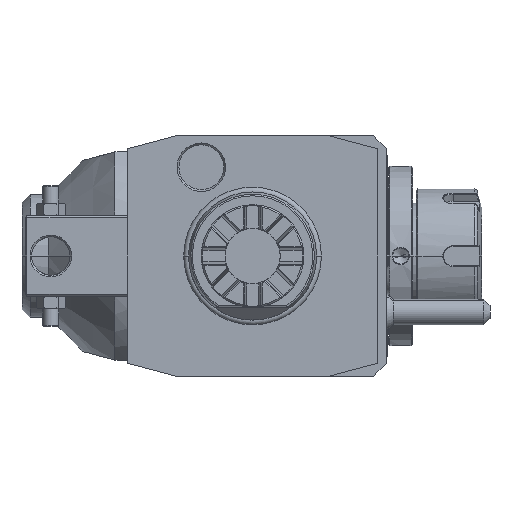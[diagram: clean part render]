
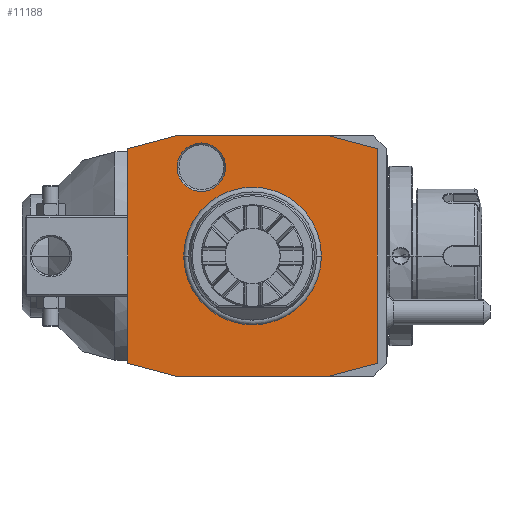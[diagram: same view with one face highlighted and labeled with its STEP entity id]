
A CAD part, front view. The second image highlights one B-rep face of the part: STEP entity #11188.
In plain terms, the highlighted planar face has unit normal (0, -1, 0).
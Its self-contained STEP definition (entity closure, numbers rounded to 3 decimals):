
#1=DIRECTION('',(0.966,0.,-0.259));
#2=VECTOR('',#1,15.529);
#3=CARTESIAN_POINT('',(-39.,0.,-33.481));
#4=LINE('',#3,#2);
#5=DIRECTION('',(0.,0.,-1.));
#6=VECTOR('',#5,66.962);
#7=CARTESIAN_POINT('',(-39.,0.,33.481));
#8=LINE('',#7,#6);
#9=DIRECTION('',(-0.966,0.,-0.259));
#10=VECTOR('',#9,15.529);
#11=CARTESIAN_POINT('',(-24.,0.,37.5));
#12=LINE('',#11,#10);
#13=DIRECTION('',(-1.,0.,0.));
#14=VECTOR('',#13,48.);
#15=CARTESIAN_POINT('',(24.,0.,37.5));
#16=LINE('',#15,#14);
#17=DIRECTION('',(-0.966,0.,0.259));
#18=VECTOR('',#17,15.529);
#19=CARTESIAN_POINT('',(39.,0.,33.481));
#20=LINE('',#19,#18);
#21=DIRECTION('',(0.,0.,1.));
#22=VECTOR('',#21,66.962);
#23=CARTESIAN_POINT('',(39.,0.,-33.481));
#24=LINE('',#23,#22);
#25=DIRECTION('',(0.966,0.,0.259));
#26=VECTOR('',#25,15.529);
#27=CARTESIAN_POINT('',(24.,0.,-37.5));
#28=LINE('',#27,#26);
#29=DIRECTION('',(1.,0.,0.));
#30=VECTOR('',#29,48.);
#31=CARTESIAN_POINT('',(-24.,0.,-37.5));
#32=LINE('',#31,#30);
#33=CARTESIAN_POINT('',(-16.,0.,27.713));
#34=DIRECTION('',(0.,1.,0.));
#35=DIRECTION('',(-1.,0.,0.));
#36=AXIS2_PLACEMENT_3D('',#33,#34,#35);
#38=CARTESIAN_POINT('',(-16.,0.,27.713));
#39=DIRECTION('',(0.,1.,0.));
#40=DIRECTION('',(1.,0.,0.));
#41=AXIS2_PLACEMENT_3D('',#38,#39,#40);
#7312=CARTESIAN_POINT('',(0.,0.,0.));
#7313=DIRECTION('',(0.,-1.,0.));
#7314=DIRECTION('',(1.,0.,0.));
#7315=AXIS2_PLACEMENT_3D('',#7312,#7313,#7314);
#7317=CARTESIAN_POINT('',(0.,0.,0.));
#7318=DIRECTION('',(0.,-1.,0.));
#7319=DIRECTION('',(-1.,0.,0.));
#7320=AXIS2_PLACEMENT_3D('',#7317,#7318,#7319);
#9994=CARTESIAN_POINT('',(-23.577,0.,
27.713));
#9995=CARTESIAN_POINT('',(-8.423,0.,
27.713));
#9996=VERTEX_POINT('',#9994);
#9997=VERTEX_POINT('',#9995);
#10898=CARTESIAN_POINT('',(-39.,0.,-33.481));
#10899=CARTESIAN_POINT('',(-24.,0.,-37.5));
#10900=VERTEX_POINT('',#10898);
#10901=VERTEX_POINT('',#10899);
#10902=CARTESIAN_POINT('',(24.,0.,-37.5));
#10903=VERTEX_POINT('',#10902);
#10904=CARTESIAN_POINT('',(39.,0.,-33.481));
#10905=VERTEX_POINT('',#10904);
#10906=CARTESIAN_POINT('',(39.,0.,33.481));
#10907=VERTEX_POINT('',#10906);
#10908=CARTESIAN_POINT('',(24.,0.,37.5));
#10909=VERTEX_POINT('',#10908);
#10910=CARTESIAN_POINT('',(-24.,0.,37.5));
#10911=VERTEX_POINT('',#10910);
#10912=CARTESIAN_POINT('',(-39.,0.,33.481));
#10913=VERTEX_POINT('',#10912);
#11021=CARTESIAN_POINT('',(21.137,0.,0.));
#11022=CARTESIAN_POINT('',(-21.137,0.,0.));
#11023=VERTEX_POINT('',#11021);
#11024=VERTEX_POINT('',#11022);
#11153=CARTESIAN_POINT('',(0.,0.,0.));
#11154=DIRECTION('',(0.,-1.,0.));
#11155=DIRECTION('',(-1.,0.,0.));
#11156=AXIS2_PLACEMENT_3D('',#11153,#11154,#11155);
#11157=PLANE('',#11156);
#11159=ORIENTED_EDGE('',*,*,#11158,.F.);
#11161=ORIENTED_EDGE('',*,*,#11160,.F.);
#11163=ORIENTED_EDGE('',*,*,#11162,.F.);
#11165=ORIENTED_EDGE('',*,*,#11164,.F.);
#11167=ORIENTED_EDGE('',*,*,#11166,.F.);
#11169=ORIENTED_EDGE('',*,*,#11168,.F.);
#11171=ORIENTED_EDGE('',*,*,#11170,.F.);
#11173=ORIENTED_EDGE('',*,*,#11172,.F.);
#11174=EDGE_LOOP('',(#11159,#11161,#11163,#11165,#11167,#11169,#11171,#11173));
#11175=FACE_OUTER_BOUND('',#11174,.F.);
#11177=ORIENTED_EDGE('',*,*,#11176,.T.);
#11179=ORIENTED_EDGE('',*,*,#11178,.T.);
#11180=EDGE_LOOP('',(#11177,#11179));
#11181=FACE_BOUND('',#11180,.F.);
#11183=ORIENTED_EDGE('',*,*,#11182,.F.);
#11185=ORIENTED_EDGE('',*,*,#11184,.F.);
#11186=EDGE_LOOP('',(#11183,#11185));
#11187=FACE_BOUND('',#11186,.F.);
#37=CIRCLE('',#36,7.577);
#42=CIRCLE('',#41,7.577);
#7316=CIRCLE('',#7315,21.137);
#7321=CIRCLE('',#7320,21.137);
#11158=EDGE_CURVE('',#10900,#10901,#4,.T.);
#11160=EDGE_CURVE('',#10913,#10900,#8,.T.);
#11162=EDGE_CURVE('',#10911,#10913,#12,.T.);
#11164=EDGE_CURVE('',#10909,#10911,#16,.T.);
#11166=EDGE_CURVE('',#10907,#10909,#20,.T.);
#11168=EDGE_CURVE('',#10905,#10907,#24,.T.);
#11170=EDGE_CURVE('',#10903,#10905,#28,.T.);
#11172=EDGE_CURVE('',#10901,#10903,#32,.T.);
#11176=EDGE_CURVE('',#11023,#11024,#7316,.T.);
#11178=EDGE_CURVE('',#11024,#11023,#7321,.T.);
#11182=EDGE_CURVE('',#9996,#9997,#37,.T.);
#11184=EDGE_CURVE('',#9997,#9996,#42,.T.);
#11188=ADVANCED_FACE('',(#11175,#11181,#11187),#11157,.T.);
